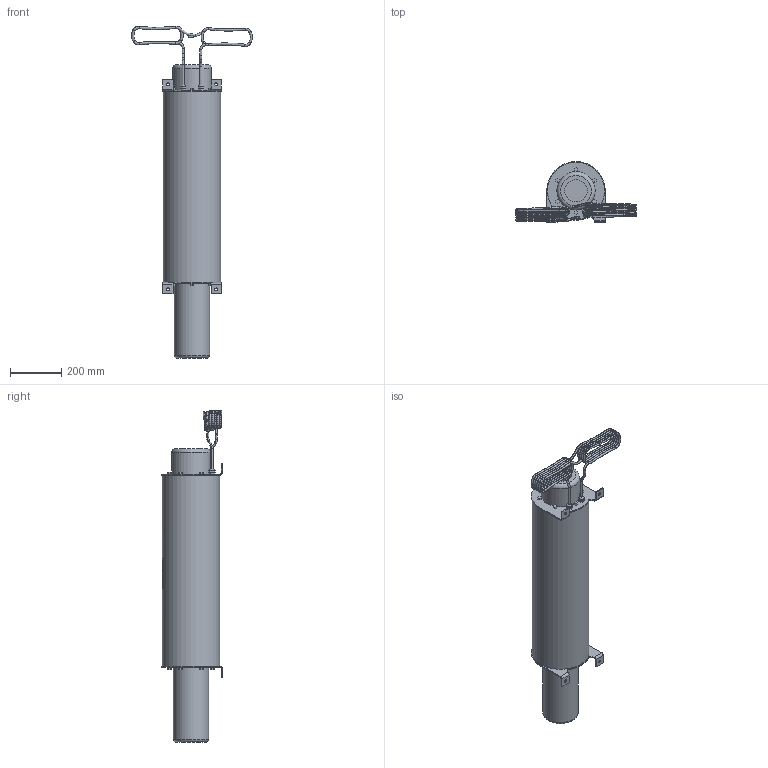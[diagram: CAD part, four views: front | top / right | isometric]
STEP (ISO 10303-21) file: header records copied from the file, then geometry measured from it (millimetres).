
FILE_DESCRIPTION(/* description */ (''),/* implementation_level */ '2;1');
FILE_NAME(/* name */ '53846_SPA 58-33_überprüft.stp',/* time_stamp */ '2014-12-01T11:54:15+01:00',/* author */ ('guzb562'),/* organization */ (''),/* preprocessor_version */ 'ST-DEVELOPER v15.2',/* originating_system */ 'Autodesk Inventor 2014',/* authorisation */ '');
FILE_SCHEMA (('AUTOMOTIVE_DESIGN { 1 0 10303 214 3 1 1 }'));
Length unit declared in the file: millimetre
Products named in the file (3): 53846_SPA 58-33; 20 Meter Kabel; 53846 SPA 58-33
Bounding box: 473.47 x 237 x 1301.21 mm (x, y, z)
Volume: 35749953.1 mm3; surface area: 991350.4 mm2
Topology: 3 solids, 3 shells, 588 faces, 1481 edges, 946 vertices
Faces by surface type: bspline 268, plane 268, cylinder 50, torus 2
Full cylindrical faces by diameter (mm): 5.73 x2, 11 x4, 19.473 x2, 87.88 x1, 138 x1, 150 x1, 224 x1
Entity records: 34625 total; most frequent: CARTESIAN_POINT 23671, ORIENTED_EDGE 2472, DIRECTION 1815, EDGE_CURVE 1236, VERTEX_POINT 807, LINE 669, VECTOR 669, AXIS2_PLACEMENT_3D 573
